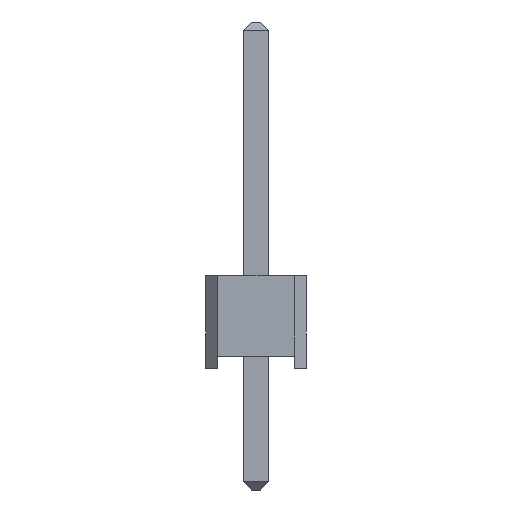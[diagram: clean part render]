
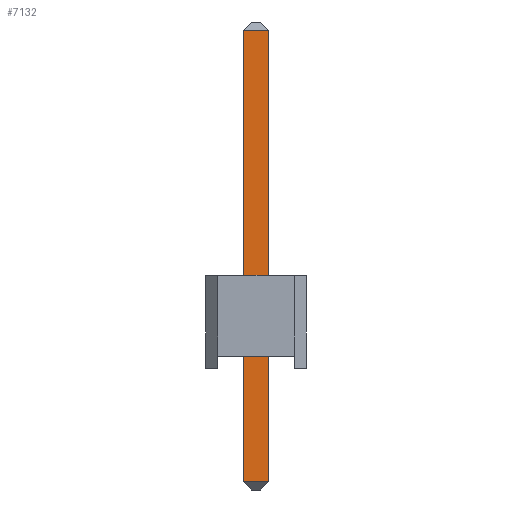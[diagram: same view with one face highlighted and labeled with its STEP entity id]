
A CAD part, left-side view. The second image highlights one B-rep face of the part: STEP entity #7132.
In plain terms, the highlighted planar face has unit normal (-1, 0, 0).
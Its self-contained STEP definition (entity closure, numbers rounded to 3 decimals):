
#6779 = PLANE('',#6780);
#6780 = AXIS2_PLACEMENT_3D('',#6781,#6782,#6783);
#6781 = CARTESIAN_POINT('',(-0.32,0.32,-3.));
#6782 = DIRECTION('',(-0.,1.,0.));
#6783 = DIRECTION('',(0.,0.,1.));
#6804 = VERTEX_POINT('',#6805);
#6805 = CARTESIAN_POINT('',(-0.32,0.32,-2.8));
#6831 = EDGE_CURVE('',#6804,#6832,#6834,.T.);
#6832 = VERTEX_POINT('',#6833);
#6833 = CARTESIAN_POINT('',(-0.32,0.32,8.34));
#6834 = SURFACE_CURVE('',#6835,(#6839,#6846),.PCURVE_S1.);
#6835 = LINE('',#6836,#6837);
#6836 = CARTESIAN_POINT('',(-0.32,0.32,-3.));
#6837 = VECTOR('',#6838,1.);
#6838 = DIRECTION('',(0.,-0.,1.));
#6839 = PCURVE('',#6779,#6840);
#6840 = DEFINITIONAL_REPRESENTATION('',(#6841),#6845);
#6841 = LINE('',#6842,#6843);
#6842 = CARTESIAN_POINT('',(0.,0.));
#6843 = VECTOR('',#6844,1.);
#6844 = DIRECTION('',(1.,0.));
#6845 = ( GEOMETRIC_REPRESENTATION_CONTEXT(2) 
PARAMETRIC_REPRESENTATION_CONTEXT() REPRESENTATION_CONTEXT('2D SPACE',''
  ) );
#6846 = PCURVE('',#6847,#6852);
#6847 = PLANE('',#6848);
#6848 = AXIS2_PLACEMENT_3D('',#6849,#6850,#6851);
#6849 = CARTESIAN_POINT('',(-0.32,-0.32,-3.));
#6850 = DIRECTION('',(-1.,0.,0.));
#6851 = DIRECTION('',(0.,0.,1.));
#6852 = DEFINITIONAL_REPRESENTATION('',(#6853),#6857);
#6853 = LINE('',#6854,#6855);
#6854 = CARTESIAN_POINT('',(0.,0.64));
#6855 = VECTOR('',#6856,1.);
#6856 = DIRECTION('',(1.,0.));
#6857 = ( GEOMETRIC_REPRESENTATION_CONTEXT(2) 
PARAMETRIC_REPRESENTATION_CONTEXT() REPRESENTATION_CONTEXT('2D SPACE',''
  ) );
#6959 = PLANE('',#6960);
#6960 = AXIS2_PLACEMENT_3D('',#6961,#6962,#6963);
#6961 = CARTESIAN_POINT('',(-0.22,-0.32,-2.9));
#6962 = DIRECTION('',(0.707,0.,0.707));
#6963 = DIRECTION('',(0.707,0.,-0.707));
#6992 = PLANE('',#6993);
#6993 = AXIS2_PLACEMENT_3D('',#6994,#6995,#6996);
#6994 = CARTESIAN_POINT('',(0.32,-0.32,-3.));
#6995 = DIRECTION('',(0.,-1.,0.));
#6996 = DIRECTION('',(0.,-0.,-1.));
#7072 = PLANE('',#7073);
#7073 = AXIS2_PLACEMENT_3D('',#7074,#7075,#7076);
#7074 = CARTESIAN_POINT('',(-0.22,-0.32,8.44));
#7075 = DIRECTION('',(-0.707,0.,0.707));
#7076 = DIRECTION('',(0.707,0.,0.707));
#7132 = ADVANCED_FACE('',(#7133),#6847,.T.);
#7133 = FACE_BOUND('',#7134,.T.);
#7134 = EDGE_LOOP('',(#7135,#7136,#7159,#7182));
#7135 = ORIENTED_EDGE('',*,*,#6831,.F.);
#7136 = ORIENTED_EDGE('',*,*,#7137,.T.);
#7137 = EDGE_CURVE('',#6804,#7138,#7140,.T.);
#7138 = VERTEX_POINT('',#7139);
#7139 = CARTESIAN_POINT('',(-0.32,-0.32,-2.8));
#7140 = SURFACE_CURVE('',#7141,(#7145,#7152),.PCURVE_S1.);
#7141 = LINE('',#7142,#7143);
#7142 = CARTESIAN_POINT('',(-0.32,-0.32,-2.8));
#7143 = VECTOR('',#7144,1.);
#7144 = DIRECTION('',(-0.,-1.,0.));
#7145 = PCURVE('',#6847,#7146);
#7146 = DEFINITIONAL_REPRESENTATION('',(#7147),#7151);
#7147 = LINE('',#7148,#7149);
#7148 = CARTESIAN_POINT('',(0.2,0.));
#7149 = VECTOR('',#7150,1.);
#7150 = DIRECTION('',(0.,-1.));
#7151 = ( GEOMETRIC_REPRESENTATION_CONTEXT(2) 
PARAMETRIC_REPRESENTATION_CONTEXT() REPRESENTATION_CONTEXT('2D SPACE',''
  ) );
#7152 = PCURVE('',#6959,#7153);
#7153 = DEFINITIONAL_REPRESENTATION('',(#7154),#7158);
#7154 = LINE('',#7155,#7156);
#7155 = CARTESIAN_POINT('',(-0.141,0.));
#7156 = VECTOR('',#7157,1.);
#7157 = DIRECTION('',(-0.,-1.));
#7158 = ( GEOMETRIC_REPRESENTATION_CONTEXT(2) 
PARAMETRIC_REPRESENTATION_CONTEXT() REPRESENTATION_CONTEXT('2D SPACE',''
  ) );
#7159 = ORIENTED_EDGE('',*,*,#7160,.T.);
#7160 = EDGE_CURVE('',#7138,#7161,#7163,.T.);
#7161 = VERTEX_POINT('',#7162);
#7162 = CARTESIAN_POINT('',(-0.32,-0.32,8.34));
#7163 = SURFACE_CURVE('',#7164,(#7168,#7175),.PCURVE_S1.);
#7164 = LINE('',#7165,#7166);
#7165 = CARTESIAN_POINT('',(-0.32,-0.32,-3.));
#7166 = VECTOR('',#7167,1.);
#7167 = DIRECTION('',(0.,0.,1.));
#7168 = PCURVE('',#6847,#7169);
#7169 = DEFINITIONAL_REPRESENTATION('',(#7170),#7174);
#7170 = LINE('',#7171,#7172);
#7171 = CARTESIAN_POINT('',(0.,0.));
#7172 = VECTOR('',#7173,1.);
#7173 = DIRECTION('',(1.,0.));
#7174 = ( GEOMETRIC_REPRESENTATION_CONTEXT(2) 
PARAMETRIC_REPRESENTATION_CONTEXT() REPRESENTATION_CONTEXT('2D SPACE',''
  ) );
#7175 = PCURVE('',#6992,#7176);
#7176 = DEFINITIONAL_REPRESENTATION('',(#7177),#7181);
#7177 = LINE('',#7178,#7179);
#7178 = CARTESIAN_POINT('',(-0.,-0.64));
#7179 = VECTOR('',#7180,1.);
#7180 = DIRECTION('',(-1.,0.));
#7181 = ( GEOMETRIC_REPRESENTATION_CONTEXT(2) 
PARAMETRIC_REPRESENTATION_CONTEXT() REPRESENTATION_CONTEXT('2D SPACE',''
  ) );
#7182 = ORIENTED_EDGE('',*,*,#7183,.T.);
#7183 = EDGE_CURVE('',#7161,#6832,#7184,.T.);
#7184 = SURFACE_CURVE('',#7185,(#7189,#7196),.PCURVE_S1.);
#7185 = LINE('',#7186,#7187);
#7186 = CARTESIAN_POINT('',(-0.32,-0.32,8.34));
#7187 = VECTOR('',#7188,1.);
#7188 = DIRECTION('',(0.,1.,-0.));
#7189 = PCURVE('',#6847,#7190);
#7190 = DEFINITIONAL_REPRESENTATION('',(#7191),#7195);
#7191 = LINE('',#7192,#7193);
#7192 = CARTESIAN_POINT('',(11.34,0.));
#7193 = VECTOR('',#7194,1.);
#7194 = DIRECTION('',(0.,1.));
#7195 = ( GEOMETRIC_REPRESENTATION_CONTEXT(2) 
PARAMETRIC_REPRESENTATION_CONTEXT() REPRESENTATION_CONTEXT('2D SPACE',''
  ) );
#7196 = PCURVE('',#7072,#7197);
#7197 = DEFINITIONAL_REPRESENTATION('',(#7198),#7202);
#7198 = LINE('',#7199,#7200);
#7199 = CARTESIAN_POINT('',(-0.141,0.));
#7200 = VECTOR('',#7201,1.);
#7201 = DIRECTION('',(0.,1.));
#7202 = ( GEOMETRIC_REPRESENTATION_CONTEXT(2) 
PARAMETRIC_REPRESENTATION_CONTEXT() REPRESENTATION_CONTEXT('2D SPACE',''
  ) );
